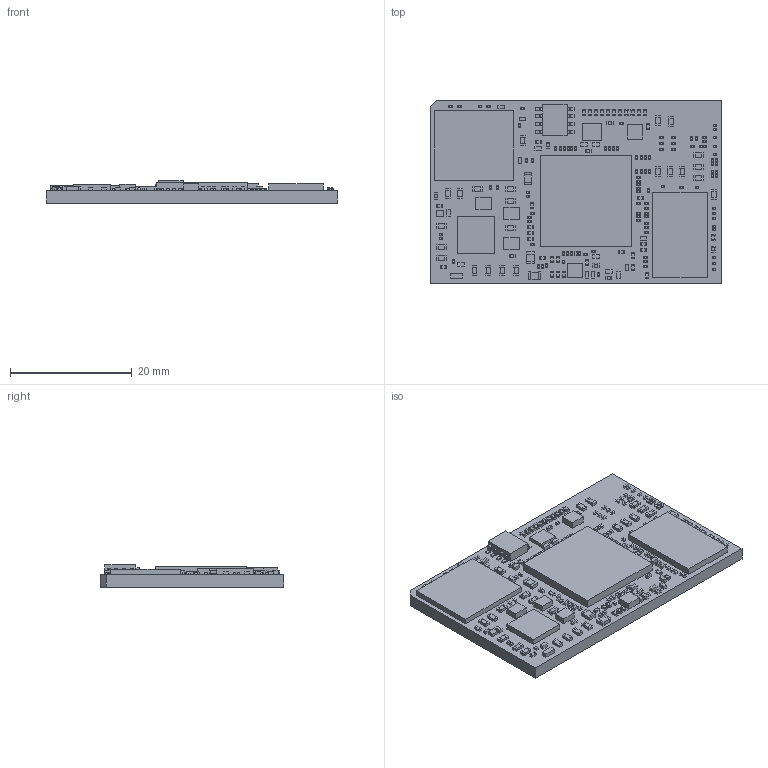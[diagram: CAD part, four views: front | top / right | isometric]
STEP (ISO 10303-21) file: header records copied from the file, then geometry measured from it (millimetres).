
FILE_DESCRIPTION(('Open CASCADE Model'),'2;1');
FILE_NAME('Open CASCADE Shape Model','2019-05-02T11:59:28',('Author'),( 'Open CASCADE'),'Open CASCADE STEP processor 6.8','Open CASCADE 6.8' ,'Unknown');
FILE_SCHEMA(('AUTOMOTIVE_DESIGN { 1 0 10303 214 1 1 1 1 }'));
Length unit declared in the file: millimetre
Products named in the file (247): PCB; Board; Open CASCADE STEP translator 6.8 1.1.1; C104; 6925490256; Extruded; R165; CR_0402; R156; IC7; 6924792384; C152; Y2; 6925489536; SR2; 6925489216; 6925488896; 6925488576; 6925488256; R164; R163; R162; R111; R110; R109; R108; R107; R106; R105; R104; R103; R102; R101; R100; R99; R98; R97; R96; R54; R30 ...
Assembly tree (665 placements, depth 4):
  PCB
    Board
      Open CASCADE STEP translator 6.8 1.1.1
    C104
      6925490256
        Extruded
    R165
      CR_0402
    R156
      CR_0402
    IC7
      6924792384
        Extruded
    C152
      6925490256
        Extruded
    Y2
      6925489536
        Extruded
    SR2
      6925489216
        Extruded
      6925488896  x8
        Extruded
      6925488576  x8
        Extruded
      6925488256  x8
        Extruded
    R164
      CR_0402
    R163
      CR_0402
    R162
      CR_0402
    R111
      CR_0402
    R110
      CR_0402
    R109
      CR_0402
    R108
      CR_0402
    R107
      CR_0402
    R106
      CR_0402
    R105
      CR_0402
    R104
      CR_0402
    R103
      CR_0402
    R102
      CR_0402
    R101
      CR_0402
    R100
      CR_0402
    R99
      CR_0402
Bounding box: 48 x 30.2 x 3.69 mm (x, y, z)
Volume: 3756.9 mm3; surface area: 5182.9 mm2
Topology: 442 solids, 442 shells, 3333 faces, 6939 edges, 4626 vertices
Faces by surface type: plane 3333
Entity records: 12448 total; most frequent: DIRECTION 2021, CARTESIAN_POINT 1420, PRODUCT_DEFINITION_SHAPE 912, AXIS2_PLACEMENT_3D 835, ORIENTED_EDGE 702, CONTEXT_DEPENDENT_SHAPE_REPRESENTATION 665, ITEM_DEFINED_TRANSFORMATION 665, NEXT_ASSEMBLY_USAGE_OCCURRENCE 665
